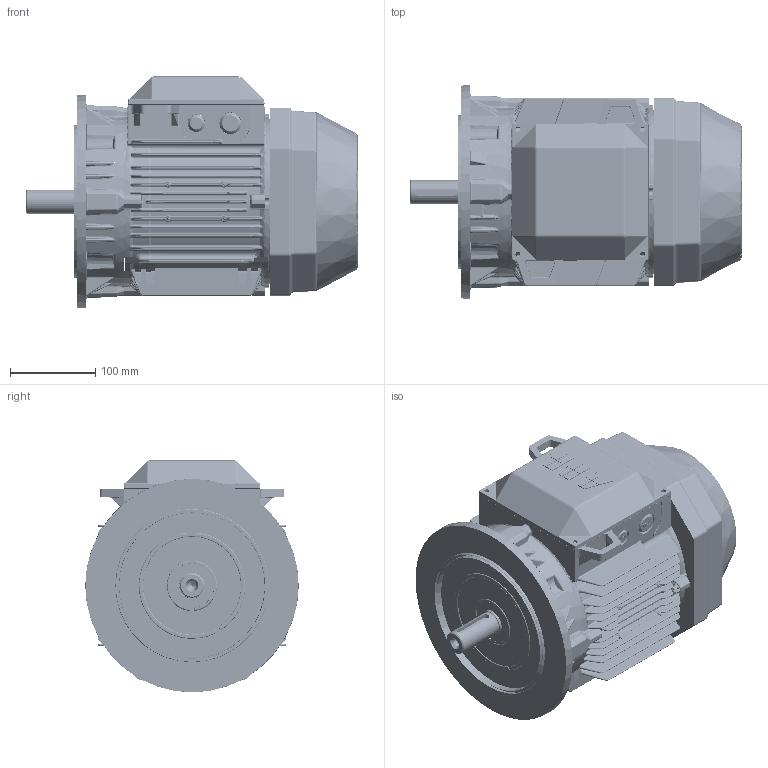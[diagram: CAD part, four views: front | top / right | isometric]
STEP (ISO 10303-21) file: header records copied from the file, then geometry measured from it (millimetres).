
FILE_DESCRIPTION(/* description */ (''),/* implementation_level */ '2;1');
FILE_NAME(/* name */ 'M3AA IE3 112 B5.stp',/* time_stamp */ '2015-08-07T15:47:40+02:00',/* author */ (''),/* organization */ (''),/* preprocessor_version */ 'ST-DEVELOPER v14',/* originating_system */ 'SIEMENS PLM Software NX 8.0',/* authorisation */ '');
FILE_SCHEMA (('AUTOMOTIVE_DESIGN { 1 0 10303 214 3 1 1 1 }'));
Products named in the file (1): M3AA IE3 112 B5_igs
Bounding box: 390 x 250.8 x 273.4 mm (x, y, z)
Surface area: 902564.9 mm2 (no closed solid volume)
Topology: 0 solids, 4440 shells, 4440 faces, 21370 edges, 21030 vertices
Faces by surface type: bspline 1889, cylinder 962, plane 697, sphere 337, torus 322, cone 232, extrusion 1
Full cylindrical faces by diameter (mm): 5.1 x1, 8.376 x1, 10.5 x1, 27.6 x1, 28 x1, 30 x1, 30.3 x1, 153.833 x1, 180 x1, 193 x1
Entity records: 323504 total; most frequent: CARTESIAN_POINT 149838, VERTEX_POINT 21026, ORIENTED_EDGE 21021, EDGE_CURVE 21021, DIRECTION 19287, B_SPLINE_CURVE_WITH_KNOTS 10940, AXIS2_PLACEMENT_3D 6823, VECTOR 5641
